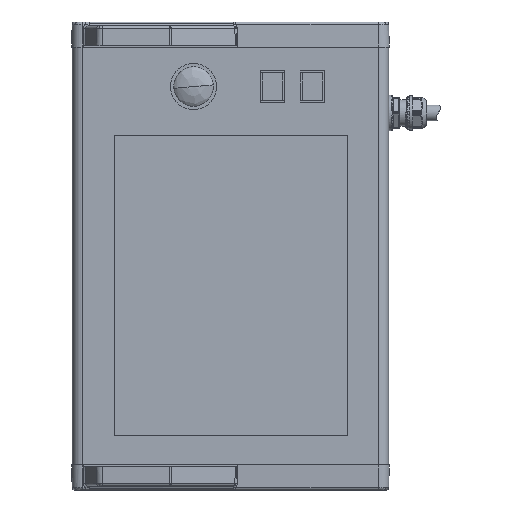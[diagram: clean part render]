
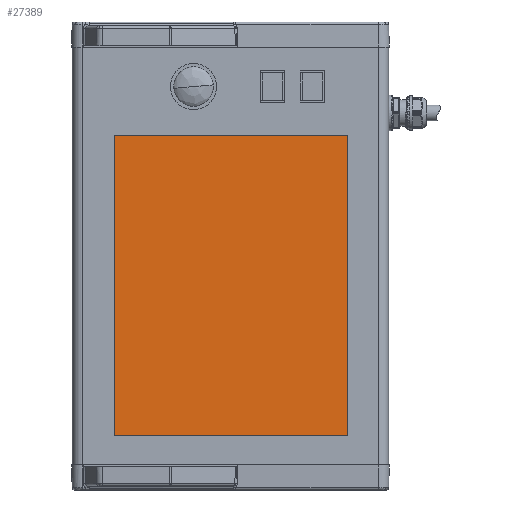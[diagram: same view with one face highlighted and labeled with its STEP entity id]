
A CAD part, front view. The second image highlights one B-rep face of the part: STEP entity #27389.
In plain terms, the highlighted planar face has unit normal (0, -1, 0).
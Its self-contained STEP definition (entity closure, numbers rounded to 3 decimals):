
#3061 = ORIENTED_EDGE ( 'NONE', *, *, #20935, .T. ) ;
#3429 = EDGE_CURVE ( 'NONE', #8878, #33384, #7567, .T. ) ;
#3572 = EDGE_LOOP ( 'NONE', ( #3061, #41812, #8367, #13963 ) ) ;
#4056 = CARTESIAN_POINT ( 'NONE',  ( 101.25, -1.15, -168.528 ) ) ;
#5810 = CARTESIAN_POINT ( 'NONE',  ( 101.25, -1.15, -158.5 ) ) ;
#7567 = LINE ( 'NONE', #22337, #29151 ) ;
#8367 = ORIENTED_EDGE ( 'NONE', *, *, #10805, .F. ) ;
#8878 = VERTEX_POINT ( 'NONE', #33072 ) ;
#9195 = CARTESIAN_POINT ( 'NONE',  ( -111., -1.15, -158.5 ) ) ;
#10805 = EDGE_CURVE ( 'NONE', #8878, #34305, #43769, .T. ) ;
#11565 = DIRECTION ( 'NONE',  ( 0., 0., 1. ) ) ;
#12122 = LINE ( 'NONE', #38288, #35157 ) ;
#13963 = ORIENTED_EDGE ( 'NONE', *, *, #3429, .T. ) ;
#19327 = LINE ( 'NONE', #4056, #38395 ) ;
#20275 = AXIS2_PLACEMENT_3D ( 'NONE', #28487, #34796, #39390 ) ;
#20935 = EDGE_CURVE ( 'NONE', #33384, #33459, #12122, .T. ) ;
#22337 = CARTESIAN_POINT ( 'NONE',  ( -111., -1.15, 172.715 ) ) ;
#23906 = VECTOR ( 'NONE', #47617, 1000. ) ;
#23986 = CARTESIAN_POINT ( 'NONE',  ( 101.25, -1.15, 158.5 ) ) ;
#24618 = PLANE ( 'NONE',  #20275 ) ;
#24884 = CARTESIAN_POINT ( 'NONE',  ( -107.25, -1.15, 158.5 ) ) ;
#27389 = ADVANCED_FACE ( 'NONE', ( #43006 ), #24618, .F. ) ;
#28487 = CARTESIAN_POINT ( 'NONE',  ( -107.25, -1.15, 158.5 ) ) ;
#29151 = VECTOR ( 'NONE', #37109, 1000. ) ;
#30541 = DIRECTION ( 'NONE',  ( 1., 0., 0. ) ) ;
#33072 = CARTESIAN_POINT ( 'NONE',  ( -111., -1.15, 158.5 ) ) ;
#33384 = VERTEX_POINT ( 'NONE', #9195 ) ;
#33459 = VERTEX_POINT ( 'NONE', #5810 ) ;
#34305 = VERTEX_POINT ( 'NONE', #23986 ) ;
#34796 = DIRECTION ( 'NONE',  ( 0., 1., 0. ) ) ;
#35149 = EDGE_CURVE ( 'NONE', #33459, #34305, #19327, .T. ) ;
#35157 = VECTOR ( 'NONE', #30541, 1000. ) ;
#37109 = DIRECTION ( 'NONE',  ( 0., 0., -1. ) ) ;
#38288 = CARTESIAN_POINT ( 'NONE',  ( -107.25, -1.15, -158.5 ) ) ;
#38395 = VECTOR ( 'NONE', #11565, 1000. ) ;
#39390 = DIRECTION ( 'NONE',  ( 0., 0., 1. ) ) ;
#41812 = ORIENTED_EDGE ( 'NONE', *, *, #35149, .T. ) ;
#43006 = FACE_OUTER_BOUND ( 'NONE', #3572, .T. ) ;
#43769 = LINE ( 'NONE', #24884, #23906 ) ;
#47617 = DIRECTION ( 'NONE',  ( 1., 0., 0. ) ) ;
